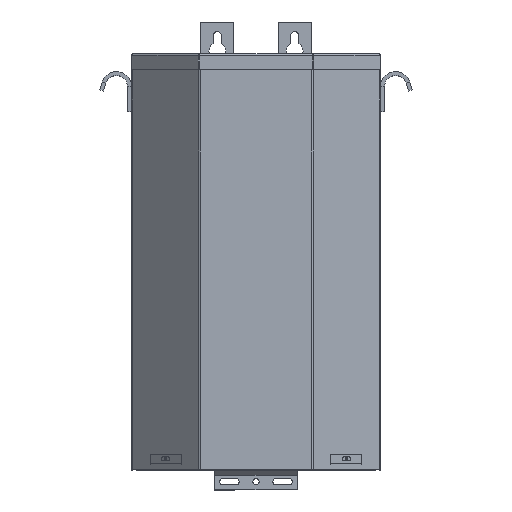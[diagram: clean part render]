
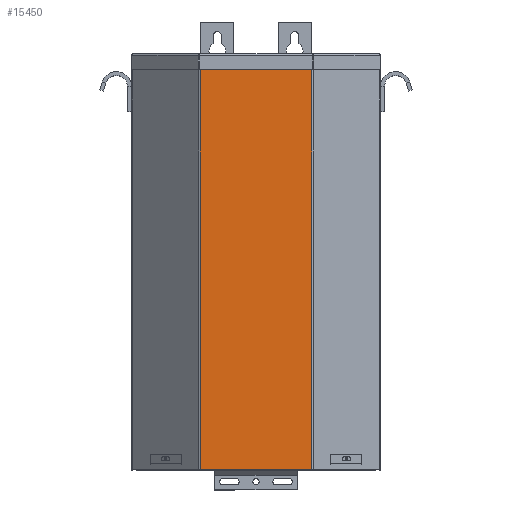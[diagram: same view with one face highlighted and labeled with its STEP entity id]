
A CAD part, top view. The second image highlights one B-rep face of the part: STEP entity #15450.
In plain terms, the highlighted planar face has unit normal (0, 0, 1).
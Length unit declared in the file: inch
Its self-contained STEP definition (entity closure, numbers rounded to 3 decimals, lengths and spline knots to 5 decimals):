
#643 = ORIENTED_EDGE ( 'NONE', *, *, #15706, .T. ) ;
#1146 = EDGE_CURVE ( 'NONE', #12409, #1800, #17741, .T. ) ;
#1800 = VERTEX_POINT ( 'NONE', #7118 ) ;
#3058 = DIRECTION ( 'NONE',  ( 0., 0., 1. ) ) ;
#3222 = ORIENTED_EDGE ( 'NONE', *, *, #1146, .T. ) ;
#4057 = LINE ( 'NONE', #13677, #15503 ) ;
#4299 = VERTEX_POINT ( 'NONE', #7558 ) ;
#5124 = DIRECTION ( 'NONE',  ( 0., -1., 0. ) ) ;
#6402 = ORIENTED_EDGE ( 'NONE', *, *, #9237, .T. ) ;
#7118 = CARTESIAN_POINT ( 'NONE',  ( 2.52, 9.375, 0. ) ) ;
#7161 = CARTESIAN_POINT ( 'NONE',  ( -2.52, 9.375, 0. ) ) ;
#7558 = CARTESIAN_POINT ( 'NONE',  ( -2.52, -9.375, 0. ) ) ;
#8568 = FACE_OUTER_BOUND ( 'NONE', #8959, .T. ) ;
#8959 = EDGE_LOOP ( 'NONE', ( #3222, #6402, #643, #9774 ) ) ;
#9237 = EDGE_CURVE ( 'NONE', #1800, #17418, #18362, .T. ) ;
#9774 = ORIENTED_EDGE ( 'NONE', *, *, #10218, .T. ) ;
#10138 = CARTESIAN_POINT ( 'NONE',  ( 0., 0., 0. ) ) ;
#10194 = CARTESIAN_POINT ( 'NONE',  ( -2.52, -9.375, 0. ) ) ;
#10218 = EDGE_CURVE ( 'NONE', #4299, #12409, #11180, .T. ) ;
#11180 = LINE ( 'NONE', #10194, #14066 ) ;
#12409 = VERTEX_POINT ( 'NONE', #12467 ) ;
#12467 = CARTESIAN_POINT ( 'NONE',  ( 2.52, -9.375, 0. ) ) ;
#13051 = DIRECTION ( 'NONE',  ( 1., 0., 0. ) ) ;
#13213 = DIRECTION ( 'NONE',  ( 0., 1., 0. ) ) ;
#13442 = AXIS2_PLACEMENT_3D ( 'NONE', #10138, #3058, #13051 ) ;
#13677 = CARTESIAN_POINT ( 'NONE',  ( -2.52, 9.375, 0. ) ) ;
#13826 = DIRECTION ( 'NONE',  ( -1., 0., 0. ) ) ;
#14066 = VECTOR ( 'NONE', #15885, 39.37008 ) ;
#14456 = PLANE ( 'NONE',  #13442 ) ;
#14568 = VECTOR ( 'NONE', #13826, 39.37008 ) ;
#14683 = CARTESIAN_POINT ( 'NONE',  ( 2.52, 9.375, 0. ) ) ;
#15450 = ADVANCED_FACE ( 'NONE', ( #8568 ), #14456, .T. ) ;
#15503 = VECTOR ( 'NONE', #5124, 39.37008 ) ;
#15706 = EDGE_CURVE ( 'NONE', #17418, #4299, #4057, .T. ) ;
#15885 = DIRECTION ( 'NONE',  ( 1., 0., 0. ) ) ;
#17302 = VECTOR ( 'NONE', #13213, 39.37008 ) ;
#17418 = VERTEX_POINT ( 'NONE', #7161 ) ;
#17741 = LINE ( 'NONE', #14683, #17302 ) ;
#18097 = CARTESIAN_POINT ( 'NONE',  ( -2.52, 9.375, 0. ) ) ;
#18362 = LINE ( 'NONE', #18097, #14568 ) ;
